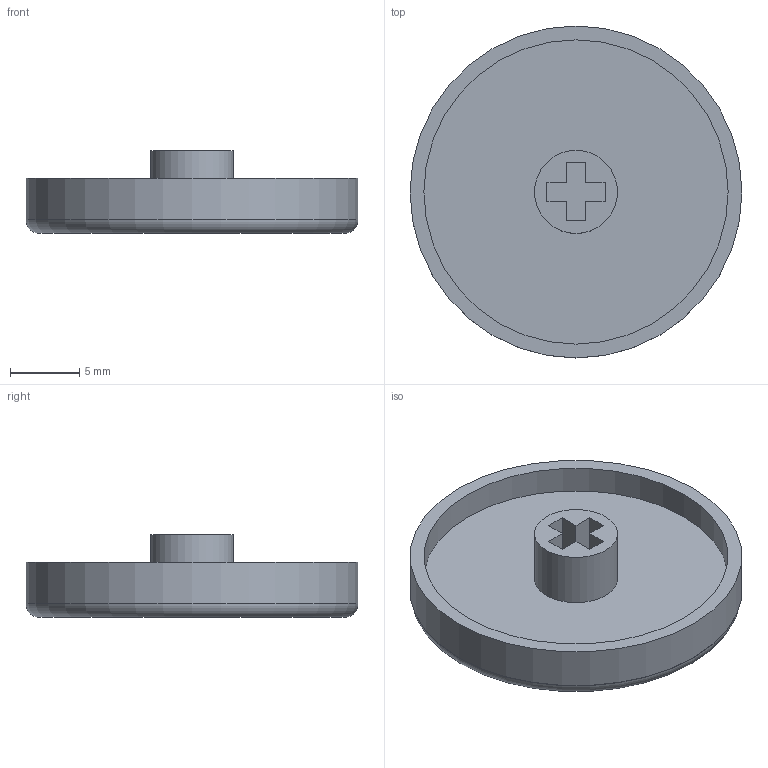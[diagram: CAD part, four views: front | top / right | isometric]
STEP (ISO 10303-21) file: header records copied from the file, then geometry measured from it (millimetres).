
FILE_DESCRIPTION(('Open CASCADE Model'),'2;1');
FILE_NAME('Open CASCADE Shape Model','2024-07-02T15:29:38',('Author'),( 'Open CASCADE'),'Open CASCADE STEP processor 7.7','Open CASCADE 7.7' ,'Unknown');
FILE_SCHEMA(('AUTOMOTIVE_DESIGN { 1 0 10303 214 1 1 1 1 }'));
Length unit declared in the file: millimetre
Products named in the file (7): 834ba3b3-387f-11ef-9591-3c58c272c2b0; 834ba3b4-387f-11ef-8cbc-3c58c272c2b0; 834ba3b4-387f-11ef-8cbc-3c58c272c2b0_part; 834ba3b5-387f-11ef-aec5-3c58c272c2b0; 834ba3b5-387f-11ef-aec5-3c58c272c2b0_part; 834ba3b6-387f-11ef-a62a-3c58c272c2b0; 834ba3b6-387f-11ef-a62a-3c58c272c2b0_part
Assembly tree (6 placements, depth 3):
  834ba3b3-387f-11ef-9591-3c58c272c2b0
    834ba3b4-387f-11ef-8cbc-3c58c272c2b0
      834ba3b4-387f-11ef-8cbc-3c58c272c2b0_part
    834ba3b5-387f-11ef-aec5-3c58c272c2b0
      834ba3b5-387f-11ef-aec5-3c58c272c2b0_part
    834ba3b6-387f-11ef-a62a-3c58c272c2b0
      834ba3b6-387f-11ef-a62a-3c58c272c2b0_part
Bounding box: 24 x 24 x 6 mm (x, y, z)
Volume: 1164.3 mm3; surface area: 1748.2 mm2
Topology: 3 solids, 3 shells, 24 faces, 52 edges, 34 vertices
Faces by surface type: plane 18, cylinder 4, torus 2
Full cylindrical faces by diameter (mm): 6 x1, 22 x1, 24 x2
Entity records: 1438 total; most frequent: CARTESIAN_POINT 233, DIRECTION 218, LINE 124, VECTOR 124, ORIENTED_EDGE 104, PCURVE 104, DEFINITIONAL_REPRESENTATION 104, EDGE_CURVE 52
